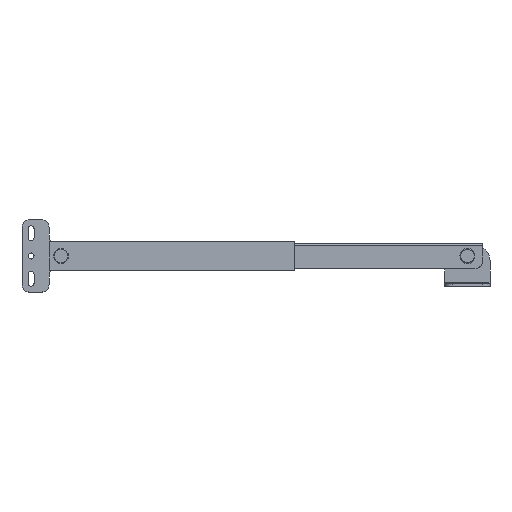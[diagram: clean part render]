
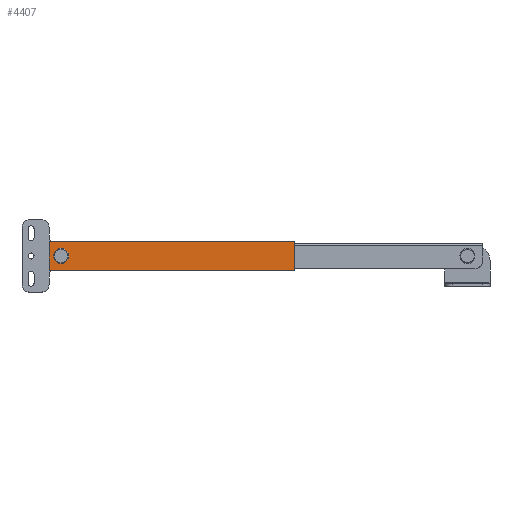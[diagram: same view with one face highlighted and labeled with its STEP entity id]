
A CAD part, top view. The second image highlights one B-rep face of the part: STEP entity #4407.
In plain terms, the highlighted planar face has unit normal (0, 0, 1).
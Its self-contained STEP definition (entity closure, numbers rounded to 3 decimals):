
#14 = CIRCLE ( 'NONE', #4297, 2.55 ) ;
#146 = VECTOR ( 'NONE', #157, 1000. ) ;
#157 = DIRECTION ( 'NONE',  ( -1., 0., 0. ) ) ;
#177 = VERTEX_POINT ( 'NONE', #2747 ) ;
#353 = EDGE_LOOP ( 'NONE', ( #2501, #3458, #1625, #2640 ) ) ;
#533 = EDGE_CURVE ( 'NONE', #4784, #882, #1204, .T. ) ;
#630 = ORIENTED_EDGE ( 'NONE', *, *, #4507, .T. ) ;
#659 = DIRECTION ( 'NONE',  ( 0., -1., 0. ) ) ;
#679 = CARTESIAN_POINT ( 'NONE',  ( 81.5, 9.5, 5. ) ) ;
#689 = DIRECTION ( 'NONE',  ( -1., 0., 0. ) ) ;
#768 = CARTESIAN_POINT ( 'NONE',  ( -76.05, 0., 5. ) ) ;
#814 = LINE ( 'NONE', #5017, #1459 ) ;
#882 = VERTEX_POINT ( 'NONE', #3085 ) ;
#1077 = AXIS2_PLACEMENT_3D ( 'NONE', #4922, #3836, #3295 ) ;
#1117 = CARTESIAN_POINT ( 'NONE',  ( 81.5, -9.5, 5. ) ) ;
#1178 = CARTESIAN_POINT ( 'NONE',  ( 81.5, -9.5, 5. ) ) ;
#1204 = LINE ( 'NONE', #679, #146 ) ;
#1219 = DIRECTION ( 'NONE',  ( 0., 0., -1. ) ) ;
#1426 = EDGE_CURVE ( 'NONE', #5253, #177, #4995, .T. ) ;
#1459 = VECTOR ( 'NONE', #4479, 1000. ) ;
#1612 = CIRCLE ( 'NONE', #1077, 2.55 ) ;
#1625 = ORIENTED_EDGE ( 'NONE', *, *, #3614, .F. ) ;
#1695 = VECTOR ( 'NONE', #659, 1000. ) ;
#1699 = FACE_BOUND ( 'NONE', #3011, .T. ) ;
#1737 = LINE ( 'NONE', #1178, #1695 ) ;
#1741 = VECTOR ( 'NONE', #3913, 1000. ) ;
#1770 = CARTESIAN_POINT ( 'NONE',  ( 81.5, -9.5, 5. ) ) ;
#1784 = VERTEX_POINT ( 'NONE', #768 ) ;
#2241 = AXIS2_PLACEMENT_3D ( 'NONE', #1770, #1219, #689 ) ;
#2298 = CARTESIAN_POINT ( 'NONE',  ( -70.95, 0., 5. ) ) ;
#2501 = ORIENTED_EDGE ( 'NONE', *, *, #5149, .T. ) ;
#2640 = ORIENTED_EDGE ( 'NONE', *, *, #533, .T. ) ;
#2659 = FACE_OUTER_BOUND ( 'NONE', #353, .T. ) ;
#2747 = CARTESIAN_POINT ( 'NONE',  ( -81.5, -9.5, 5. ) ) ;
#2840 = ORIENTED_EDGE ( 'NONE', *, *, #4458, .T. ) ;
#3011 = EDGE_LOOP ( 'NONE', ( #630, #2840 ) ) ;
#3085 = CARTESIAN_POINT ( 'NONE',  ( -81.5, 9.5, 5. ) ) ;
#3295 = DIRECTION ( 'NONE',  ( -1., 0., 0. ) ) ;
#3458 = ORIENTED_EDGE ( 'NONE', *, *, #1426, .F. ) ;
#3537 = DIRECTION ( 'NONE',  ( -1., 0., 0. ) ) ;
#3614 = EDGE_CURVE ( 'NONE', #4784, #5253, #1737, .T. ) ;
#3763 = CARTESIAN_POINT ( 'NONE',  ( 81.5, 9.5, 5. ) ) ;
#3836 = DIRECTION ( 'NONE',  ( 0., 0., -1. ) ) ;
#3913 = DIRECTION ( 'NONE',  ( -1., 0., 0. ) ) ;
#3930 = PLANE ( 'NONE',  #2241 ) ;
#4091 = DIRECTION ( 'NONE',  ( 0., 0., -1. ) ) ;
#4297 = AXIS2_PLACEMENT_3D ( 'NONE', #4639, #4091, #3537 ) ;
#4407 = ADVANCED_FACE ( 'NONE', ( #1699, #2659 ), #3930, .F. ) ;
#4453 = CARTESIAN_POINT ( 'NONE',  ( 81.5, -9.5, 5. ) ) ;
#4458 = EDGE_CURVE ( 'NONE', #1784, #4860, #14, .T. ) ;
#4479 = DIRECTION ( 'NONE',  ( 0., -1., 0. ) ) ;
#4507 = EDGE_CURVE ( 'NONE', #4860, #1784, #1612, .T. ) ;
#4639 = CARTESIAN_POINT ( 'NONE',  ( -73.5, 0., 5. ) ) ;
#4784 = VERTEX_POINT ( 'NONE', #3763 ) ;
#4860 = VERTEX_POINT ( 'NONE', #2298 ) ;
#4922 = CARTESIAN_POINT ( 'NONE',  ( -73.5, 0., 5. ) ) ;
#4995 = LINE ( 'NONE', #4453, #1741 ) ;
#5017 = CARTESIAN_POINT ( 'NONE',  ( -81.5, -9.5, 5. ) ) ;
#5149 = EDGE_CURVE ( 'NONE', #882, #177, #814, .T. ) ;
#5253 = VERTEX_POINT ( 'NONE', #1117 ) ;
